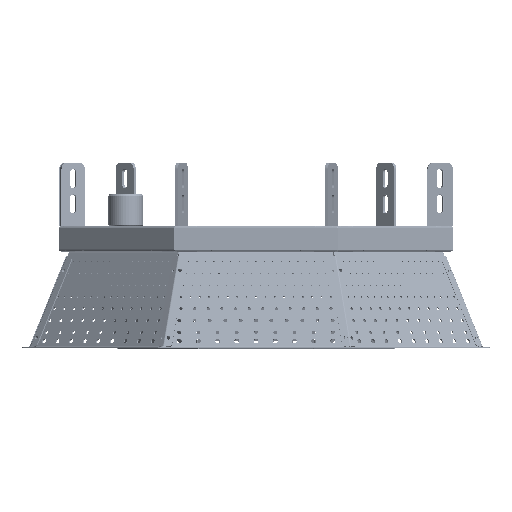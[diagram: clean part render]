
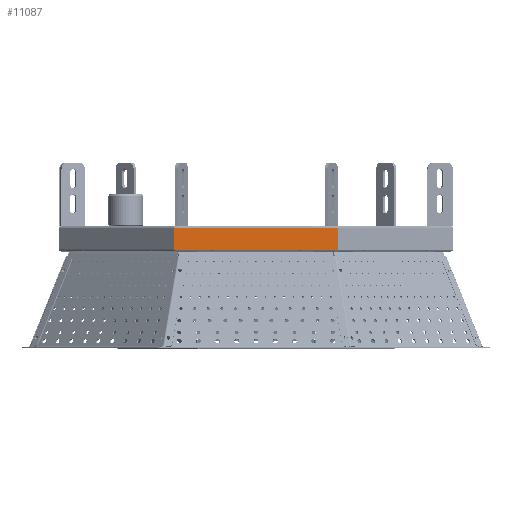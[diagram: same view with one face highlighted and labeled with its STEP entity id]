
A CAD part, front view. The second image highlights one B-rep face of the part: STEP entity #11087.
In plain terms, the highlighted free-form (B-spline) face has degree [1, 1] with [2, 2] control points.
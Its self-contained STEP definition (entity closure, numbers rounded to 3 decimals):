
#10789 = VERTEX_POINT('',#10790);
#10790 = CARTESIAN_POINT('',(0.,-508.153,
    -14.398));
#10796 = EDGE_CURVE('',#10797,#10789,#10799,.T.);
#10797 = VERTEX_POINT('',#10798);
#10798 = CARTESIAN_POINT('',(-217.5,-508.153,
    -14.398));
#10799 = B_SPLINE_CURVE_WITH_KNOTS('',1,(#10800,#10801),.UNSPECIFIED.,
  .F.,.F.,(2,2),(0.,256.812),.PIECEWISE_BEZIER_KNOTS.);
#10800 = CARTESIAN_POINT('',(-217.5,-508.153,
    -14.398));
#10801 = CARTESIAN_POINT('',(0.,-508.153,
    -14.398));
#10841 = VERTEX_POINT('',#10842);
#10842 = CARTESIAN_POINT('',(0.,-508.153,
    14.398));
#10848 = EDGE_CURVE('',#10841,#10789,#10849,.T.);
#10849 = B_SPLINE_CURVE_WITH_KNOTS('',1,(#10850,#10851),.UNSPECIFIED.,
  .F.,.F.,(2,2),(0.,34.),.PIECEWISE_BEZIER_KNOTS.);
#10850 = CARTESIAN_POINT('',(0.,-508.153,
    14.398));
#10851 = CARTESIAN_POINT('',(0.,-508.153,
    -14.398));
#10944 = VERTEX_POINT('',#10945);
#10945 = CARTESIAN_POINT('',(-217.5,-508.153,
    14.398));
#10951 = EDGE_CURVE('',#10944,#10841,#10952,.T.);
#10952 = B_SPLINE_CURVE_WITH_KNOTS('',1,(#10953,#10954),.UNSPECIFIED.,
  .F.,.F.,(2,2),(0.,256.812),.PIECEWISE_BEZIER_KNOTS.);
#10953 = CARTESIAN_POINT('',(-217.5,-508.153,
    14.398));
#10954 = CARTESIAN_POINT('',(0.,-508.153,
    14.398));
#11077 = EDGE_CURVE('',#10944,#10797,#11078,.T.);
#11078 = B_SPLINE_CURVE_WITH_KNOTS('',1,(#11079,#11080),.UNSPECIFIED.,
  .F.,.F.,(2,2),(0.,34.),.PIECEWISE_BEZIER_KNOTS.);
#11079 = CARTESIAN_POINT('',(-217.5,-508.153,
    14.398));
#11080 = CARTESIAN_POINT('',(-217.5,-508.153,
    -14.398));
#11087 = ADVANCED_FACE('',(#11088),#11094,.T.);
#11088 = FACE_BOUND('',#11089,.T.);
#11089 = EDGE_LOOP('',(#11090,#11091,#11092,#11093));
#11090 = ORIENTED_EDGE('',*,*,#11077,.T.);
#11091 = ORIENTED_EDGE('',*,*,#10796,.T.);
#11092 = ORIENTED_EDGE('',*,*,#10848,.F.);
#11093 = ORIENTED_EDGE('',*,*,#10951,.F.);
#11094 = B_SPLINE_SURFACE_WITH_KNOTS('',1,1,(
    (#11095,#11096)
    ,(#11097,#11098
    )),.UNSPECIFIED.,.F.,.F.,.F.,(2,2),(2,2),(0.,34.),(0.,256.812),
  .PIECEWISE_BEZIER_KNOTS.);
#11095 = CARTESIAN_POINT('',(-217.5,-508.153,
    14.398));
#11096 = CARTESIAN_POINT('',(0.,-508.153,
    14.398));
#11097 = CARTESIAN_POINT('',(-217.5,-508.153,
    -14.398));
#11098 = CARTESIAN_POINT('',(0.,-508.153,
    -14.398));
